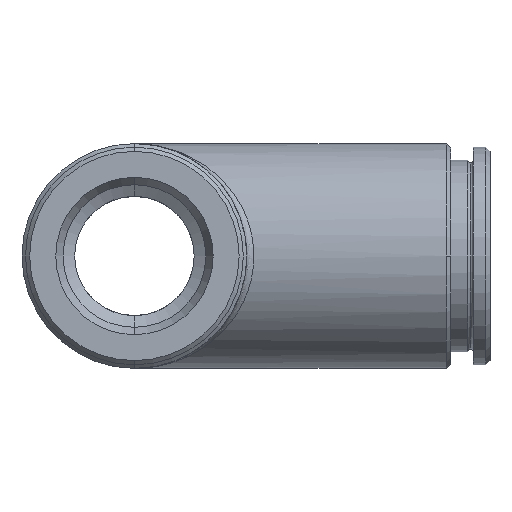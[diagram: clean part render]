
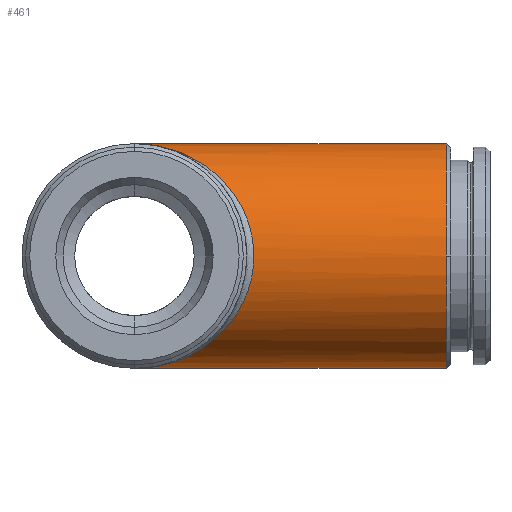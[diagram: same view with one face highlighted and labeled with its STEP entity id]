
A CAD part, left-side view. The second image highlights one B-rep face of the part: STEP entity #461.
In plain terms, the highlighted cylindrical face has radius 8 mm (diameter 16 mm), a partial arc.
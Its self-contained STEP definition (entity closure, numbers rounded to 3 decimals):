
#267 = EDGE_CURVE ( 'NONE', #496, #370, #1433, .T. ) ;
#273 = VERTEX_POINT ( 'NONE', #1389 ) ;
#308 = EDGE_CURVE ( 'NONE', #273, #318, #1376, .T. ) ;
#312 = EDGE_CURVE ( 'NONE', #370, #368, #1496, .T. ) ;
#318 = VERTEX_POINT ( 'NONE', #1529 ) ;
#368 = VERTEX_POINT ( 'NONE', #1747 ) ;
#370 = VERTEX_POINT ( 'NONE', #1671 ) ;
#460 = EDGE_CURVE ( 'NONE', #368, #318, #1629, .T. ) ;
#461 = ADVANCED_FACE ( 'NONE', ( #1631 ), #1630, .T. ) ;
#462 = EDGE_LOOP ( 'NONE', ( #463, #464, #466, #467, #560 ) ) ;
#463 = ORIENTED_EDGE ( 'NONE', *, *, #308, .F. ) ;
#464 = ORIENTED_EDGE ( 'NONE', *, *, #465, .T. ) ;
#465 = EDGE_CURVE ( 'NONE', #273, #496, #1930, .T. ) ;
#466 = ORIENTED_EDGE ( 'NONE', *, *, #267, .T. ) ;
#467 = ORIENTED_EDGE ( 'NONE', *, *, #312, .T. ) ;
#496 = VERTEX_POINT ( 'NONE', #1921 ) ;
#560 = ORIENTED_EDGE ( 'NONE', *, *, #460, .T. ) ;
#1373 = DIRECTION ( 'NONE',  ( 0., 1., 0. ) ) ;
#1374 = VECTOR ( 'NONE', #1373, 1000. ) ;
#1375 = CARTESIAN_POINT ( 'NONE',  ( 0., 6.431, -8. ) ) ;
#1376 = LINE ( 'NONE', #1375, #1374 ) ;
#1389 = CARTESIAN_POINT ( 'NONE',  ( 0., -22.2, -8. ) ) ;
#1406 = DIRECTION ( 'NONE',  ( -1., 0., 0. ) ) ;
#1431 = DIRECTION ( 'NONE',  ( 0., 1., 0. ) ) ;
#1432 = AXIS2_PLACEMENT_3D ( 'NONE', #1449, #1431, #1406 ) ;
#1433 = CIRCLE ( 'NONE', #1432, 8. ) ;
#1449 = CARTESIAN_POINT ( 'NONE',  ( 0., -22.2, 0. ) ) ;
#1496 = LINE ( 'NONE', #1514, #1570 ) ;
#1514 = CARTESIAN_POINT ( 'NONE',  ( 0., 6.431, 8. ) ) ;
#1529 = CARTESIAN_POINT ( 'NONE',  ( 0., 0., -8. ) ) ;
#1560 = DIRECTION ( 'NONE',  ( 0., 1., 0. ) ) ;
#1570 = VECTOR ( 'NONE', #1560, 1000. ) ;
#1627 = CARTESIAN_POINT ( 'NONE',  ( -16., -17., 8. ) ) ;
#1628 = CARTESIAN_POINT ( 'NONE',  ( 0., 0., 8. ) ) ;
#1629 =( BOUNDED_CURVE ( )  B_SPLINE_CURVE ( 3, ( #1628, #1627, #1690, #1689 ),
 .UNSPECIFIED., .F., .T. ) 
 B_SPLINE_CURVE_WITH_KNOTS ( ( 4, 4 ),
 ( 4.712, 7.854 ),
 .UNSPECIFIED. ) 
 CURVE ( )  GEOMETRIC_REPRESENTATION_ITEM ( )  RATIONAL_B_SPLINE_CURVE ( ( 1., 0.333, 0.333, 1. ) ) 
 REPRESENTATION_ITEM ( '' )  );
#1630 = CYLINDRICAL_SURFACE ( 'NONE', #1688, 8. ) ;
#1631 = FACE_OUTER_BOUND ( 'NONE', #462, .T. ) ;
#1671 = CARTESIAN_POINT ( 'NONE',  ( 0., -22.2, 8. ) ) ;
#1684 = DIRECTION ( 'NONE',  ( 0., 0., 1. ) ) ;
#1685 = DIRECTION ( 'NONE',  ( 0., 1., 0. ) ) ;
#1687 = CARTESIAN_POINT ( 'NONE',  ( 0., 6.431, 0. ) ) ;
#1688 = AXIS2_PLACEMENT_3D ( 'NONE', #1687, #1685, #1684 ) ;
#1689 = CARTESIAN_POINT ( 'NONE',  ( 0., 0., -8. ) ) ;
#1690 = CARTESIAN_POINT ( 'NONE',  ( -16., -17., -8. ) ) ;
#1747 = CARTESIAN_POINT ( 'NONE',  ( 0., 0., 8. ) ) ;
#1755 = CARTESIAN_POINT ( 'NONE',  ( 0., -22.2, 0. ) ) ;
#1758 = DIRECTION ( 'NONE',  ( -1., 0., 0. ) ) ;
#1764 = AXIS2_PLACEMENT_3D ( 'NONE', #1755, #1770, #1758 ) ;
#1770 = DIRECTION ( 'NONE',  ( 0., 1., 0. ) ) ;
#1921 = CARTESIAN_POINT ( 'NONE',  ( -8., -22.2, 0. ) ) ;
#1930 = CIRCLE ( 'NONE', #1764, 8. ) ;
